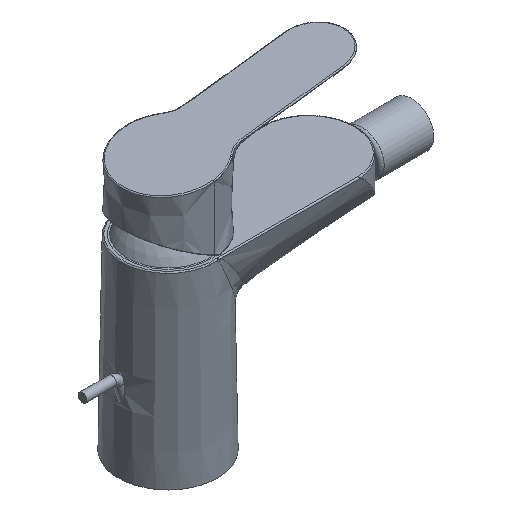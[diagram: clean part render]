
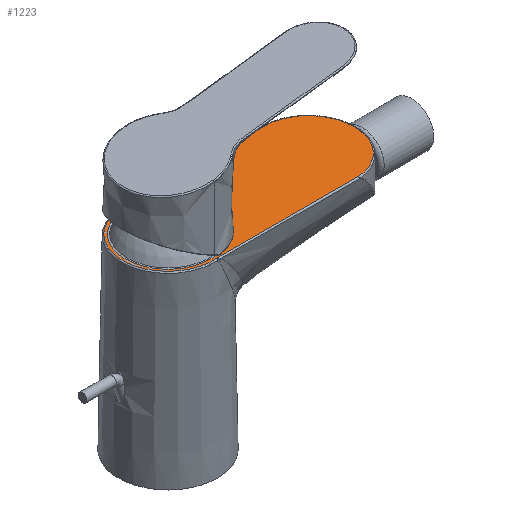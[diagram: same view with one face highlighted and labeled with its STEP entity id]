
A CAD part, isometric view. The second image highlights one B-rep face of the part: STEP entity #1223.
In plain terms, the highlighted face is planar.
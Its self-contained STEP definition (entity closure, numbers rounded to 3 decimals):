
#76=B_SPLINE_CURVE_WITH_KNOTS('',3,(#3297,#3298,#3299,#3300),
 .UNSPECIFIED.,.F.,.F.,(4,4),(0.,0.),.UNSPECIFIED.);
#77=B_SPLINE_CURVE_WITH_KNOTS('',3,(#3301,#3302,#3303,#3304),
 .UNSPECIFIED.,.F.,.F.,(4,4),(0.,0.),.UNSPECIFIED.);
#98=B_SPLINE_CURVE_WITH_KNOTS('',3,(#4362,#4363,#4364,#4365),
 .UNSPECIFIED.,.F.,.F.,(4,4),(0.,0.064),.UNSPECIFIED.);
#99=B_SPLINE_CURVE_WITH_KNOTS('',3,(#4429,#4430,#4431,#4432,#4433,#4434,
#4435,#4436,#4437,#4438,#4439,#4440,#4441,#4442,#4443,#4444,#4445,#4446,
#4447,#4448),.UNSPECIFIED.,.F.,.F.,(4,1,1,1,1,1,1,1,1,1,1,1,1,1,1,1,1,4),
(0.065,0.068,0.072,0.076,
0.08,0.084,0.088,0.091,
0.095,0.099,0.103,0.107,
0.111,0.114,0.118,0.12,
0.122,0.126),.UNSPECIFIED.);
#101=B_SPLINE_CURVE_WITH_KNOTS('',3,(#4479,#4480,#4481,#4482),
 .UNSPECIFIED.,.F.,.F.,(4,4),(0.,0.064),.UNSPECIFIED.);
#263=PLANE('',#1862);
#411=ORIENTED_EDGE('',*,*,#671,.F.);
#412=ORIENTED_EDGE('',*,*,#670,.F.);
#413=ORIENTED_EDGE('',*,*,#648,.F.);
#414=ORIENTED_EDGE('',*,*,#673,.F.);
#415=ORIENTED_EDGE('',*,*,#647,.F.);
#416=ORIENTED_EDGE('',*,*,#675,.F.);
#647=EDGE_CURVE('',#806,#801,#76,.T.);
#648=EDGE_CURVE('',#804,#799,#77,.T.);
#670=EDGE_CURVE('',#799,#818,#98,.T.);
#671=EDGE_CURVE('',#818,#813,#900,.T.);
#673=EDGE_CURVE('',#801,#804,#99,.T.);
#675=EDGE_CURVE('',#813,#806,#101,.T.);
#799=VERTEX_POINT('',#3159);
#801=VERTEX_POINT('',#3230);
#804=VERTEX_POINT('',#3252);
#806=VERTEX_POINT('',#3291);
#813=VERTEX_POINT('',#3775);
#818=VERTEX_POINT('',#4340);
#900=CIRCLE('',#1860,20.608);
#975=EDGE_LOOP('',(#411,#412,#413,#414,#415,#416));
#1101=FACE_BOUND('',#975,.T.);
#1223=ADVANCED_FACE('',(#1101),#263,.F.);
#1860=AXIS2_PLACEMENT_3D('',#4367,#1998,#1999);
#1862=AXIS2_PLACEMENT_3D('',#4487,#2002,#2003);
#1998=DIRECTION('',(0.,0.,1.));
#1999=DIRECTION('',(0.,1.,0.));
#2002=DIRECTION('',(0.,0.,1.));
#2003=DIRECTION('',(0.,1.,0.));
#3159=CARTESIAN_POINT('',(65.567,20.543,84.5));
#3230=CARTESIAN_POINT('',(65.671,-20.54,84.5));
#3252=CARTESIAN_POINT('',(65.671,20.54,84.5));
#3291=CARTESIAN_POINT('',(65.567,-20.543,84.5));
#3297=CARTESIAN_POINT('',(65.567,-20.543,84.5));
#3298=CARTESIAN_POINT('',(65.602,-20.543,84.5));
#3299=CARTESIAN_POINT('',(65.636,-20.542,84.5));
#3300=CARTESIAN_POINT('',(65.671,-20.54,84.5));
#3301=CARTESIAN_POINT('',(65.671,20.54,84.5));
#3302=CARTESIAN_POINT('',(65.636,20.542,84.5));
#3303=CARTESIAN_POINT('',(65.602,20.543,84.5));
#3304=CARTESIAN_POINT('',(65.567,20.543,84.5));
#3775=CARTESIAN_POINT('',(1.597,-20.546,84.5));
#4340=CARTESIAN_POINT('',(1.597,20.546,84.5));
#4362=CARTESIAN_POINT('',(65.567,20.543,84.5));
#4363=CARTESIAN_POINT('',(44.244,20.544,84.5));
#4364=CARTESIAN_POINT('',(22.921,20.545,84.5));
#4365=CARTESIAN_POINT('',(1.597,20.546,84.5));
#4367=CARTESIAN_POINT('',(0.,0.,84.5));
#4429=CARTESIAN_POINT('',(65.671,-20.54,84.5));
#4430=CARTESIAN_POINT('',(66.948,-20.468,84.5));
#4431=CARTESIAN_POINT('',(69.503,-20.057,84.5));
#4432=CARTESIAN_POINT('',(73.045,-18.677,84.5));
#4433=CARTESIAN_POINT('',(76.321,-16.619,84.5));
#4434=CARTESIAN_POINT('',(79.128,-14.027,84.5));
#4435=CARTESIAN_POINT('',(81.437,-10.948,84.5));
#4436=CARTESIAN_POINT('',(83.136,-7.501,84.5));
#4437=CARTESIAN_POINT('',(84.174,-3.817,84.5));
#4438=CARTESIAN_POINT('',(84.524,0.025,84.5));
#4439=CARTESIAN_POINT('',(84.171,3.837,84.5));
#4440=CARTESIAN_POINT('',(83.114,7.559,84.5));
#4441=CARTESIAN_POINT('',(81.42,10.972,84.5));
#4442=CARTESIAN_POINT('',(79.1,14.061,84.5));
#4443=CARTESIAN_POINT('',(76.279,16.65,84.5));
#4444=CARTESIAN_POINT('',(73.558,18.353,84.5));
#4445=CARTESIAN_POINT('',(71.241,19.378,84.5));
#4446=CARTESIAN_POINT('',(68.784,20.181,84.5));
#4447=CARTESIAN_POINT('',(66.92,20.47,84.5));
#4448=CARTESIAN_POINT('',(65.671,20.54,84.5));
#4479=CARTESIAN_POINT('',(1.597,-20.546,84.5));
#4480=CARTESIAN_POINT('',(22.921,-20.545,84.5));
#4481=CARTESIAN_POINT('',(44.244,-20.544,84.5));
#4482=CARTESIAN_POINT('',(65.567,-20.543,84.5));
#4487=CARTESIAN_POINT('',(1.582,21.049,84.5));
